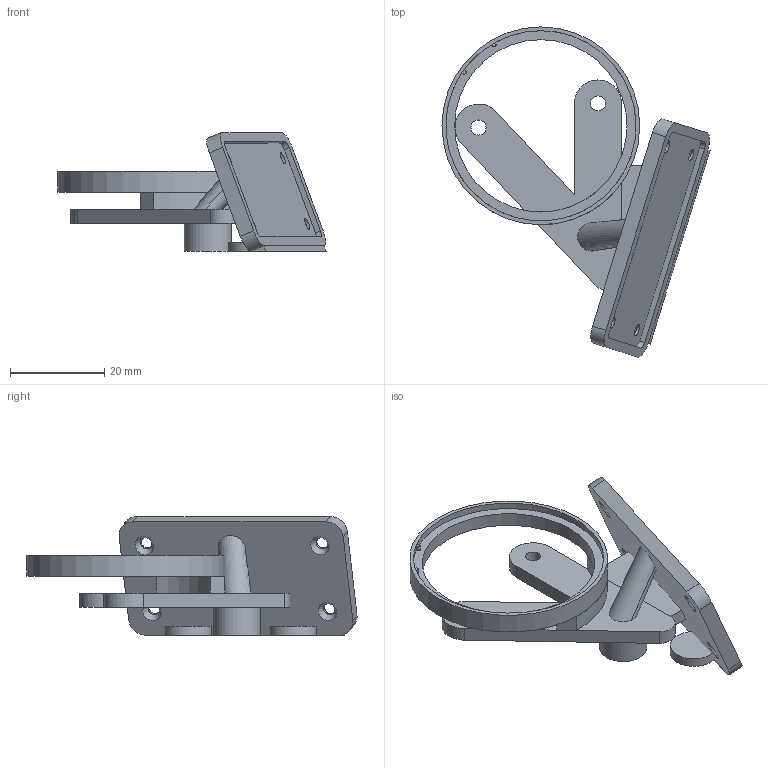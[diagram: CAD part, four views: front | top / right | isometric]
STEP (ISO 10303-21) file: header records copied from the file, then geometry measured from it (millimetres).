
FILE_DESCRIPTION(('FreeCAD Model'),'2;1');
FILE_NAME('Open CASCADE Shape Model','2025-01-17T10:02:55',(''),(''), 'Open CASCADE STEP processor 7.6','FreeCAD','Unknown');
FILE_SCHEMA(('AUTOMOTIVE_DESIGN { 1 0 10303 214 1 1 1 1 }'));
Length unit declared in the file: millimetre
Products named in the file (5): cirque-and-thumb-cluster; base; new mount; cirque 40mm; Body
Assembly tree (4 placements, depth 2):
  cirque-and-thumb-cluster
    base
    new mount
    cirque 40mm
    Body
Bounding box: 56.92 x 70.08 x 25.26 mm (x, y, z)
Volume: 8084.7 mm3; surface area: 9184.6 mm2
Topology: 7 solids, 7 shells, 83 faces, 195 edges, 128 vertices
Faces by surface type: plane 50, cylinder 27, cone 4, bspline 2
Full cylindrical faces by diameter (mm): 2.5 x4, 3.2 x2, 10 x3, 36.6 x1, 40.4 x1, 42 x1
Entity records: 2595 total; most frequent: CARTESIAN_POINT 458, DIRECTION 437, ORIENTED_EDGE 390, EDGE_CURVE 195, AXIS2_PLACEMENT_3D 161, VERTEX_POINT 128, LINE 115, VECTOR 115
